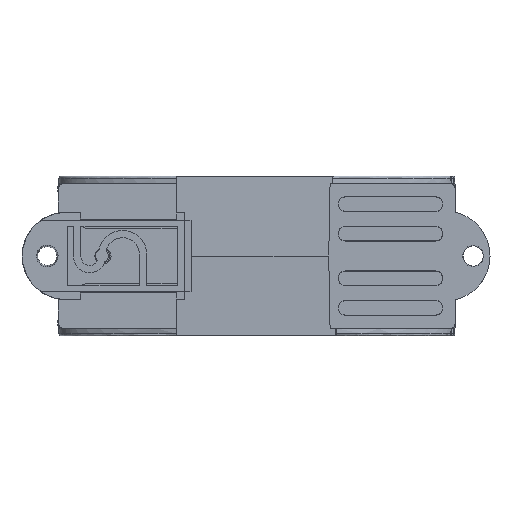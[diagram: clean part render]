
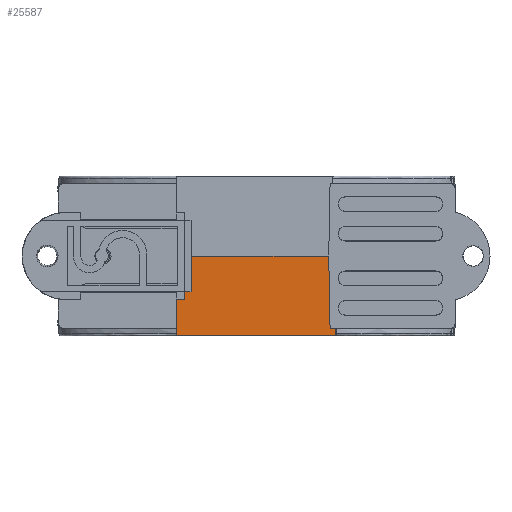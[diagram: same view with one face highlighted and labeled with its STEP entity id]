
A CAD part, front view. The second image highlights one B-rep face of the part: STEP entity #25587.
In plain terms, the highlighted planar face has unit normal (0, -1, -0.018).
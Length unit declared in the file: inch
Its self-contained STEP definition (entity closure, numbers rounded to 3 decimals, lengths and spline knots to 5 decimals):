
#117 = VECTOR ( 'NONE', #32825, 39.37008 ) ;
#1300 = CARTESIAN_POINT ( 'NONE',  ( -0.62174, 0.16858, 0. ) ) ;
#3209 = DIRECTION ( 'NONE',  ( 0.017, -0.017, 1. ) ) ;
#3591 = EDGE_CURVE ( 'NONE', #24111, #29122, #17882, .T. ) ;
#3815 = CARTESIAN_POINT ( 'NONE',  ( -2.04064, 0.1811, -0.7173 ) ) ;
#3819 = LINE ( 'NONE', #10496, #117 ) ;
#4292 = CARTESIAN_POINT ( 'NONE',  ( -2.03495, 0.17541, -0.39132 ) ) ;
#4970 = LINE ( 'NONE', #33142, #36934 ) ;
#5138 = FACE_OUTER_BOUND ( 'NONE', #41107, .T. ) ;
#5334 = VECTOR ( 'NONE', #24152, 39.37008 ) ;
#5544 = CARTESIAN_POINT ( 'NONE',  ( -2.03247, 0.17293, -0.24921 ) ) ;
#5690 = EDGE_CURVE ( 'NONE', #21972, #25831, #30528, .T. ) ;
#6593 = VECTOR ( 'NONE', #25648, 39.37008 ) ;
#6979 = CARTESIAN_POINT ( 'NONE',  ( -0.60986, 0.1811, -0.7173 ) ) ;
#7533 = VERTEX_POINT ( 'NONE', #20956 ) ;
#8402 = DIRECTION ( 'NONE',  ( 0.017, 0.017, -1. ) ) ;
#8683 = DIRECTION ( 'NONE',  ( 0.017, -0.017, 1. ) ) ;
#9418 = ORIENTED_EDGE ( 'NONE', *, *, #13715, .T. ) ;
#9720 = VECTOR ( 'NONE', #8683, 39.37008 ) ;
#9960 = VECTOR ( 'NONE', #3209, 39.37008 ) ;
#10496 = CARTESIAN_POINT ( 'NONE',  ( -2.03495, 0.17541, -0.39144 ) ) ;
#11066 = CARTESIAN_POINT ( 'NONE',  ( -0.62174, 0.16858, 0. ) ) ;
#11340 = DIRECTION ( 'NONE',  ( 0., -0.017, 1. ) ) ;
#11621 = EDGE_CURVE ( 'NONE', #24470, #24111, #3819, .T. ) ;
#12810 = LINE ( 'NONE', #3815, #9960 ) ;
#12921 = CARTESIAN_POINT ( 'NONE',  ( -2.04064, 0.16858, 0. ) ) ;
#13715 = EDGE_CURVE ( 'NONE', #21972, #7533, #21706, .T. ) ;
#14482 = EDGE_CURVE ( 'NONE', #36884, #7533, #32273, .T. ) ;
#17236 = DIRECTION ( 'NONE',  ( 0., -0.017, 1. ) ) ;
#17693 = DIRECTION ( 'NONE',  ( -1., 0., 0. ) ) ;
#17866 = PLANE ( 'NONE',  #23125 ) ;
#17882 = LINE ( 'NONE', #27272, #5334 ) ;
#17971 = ORIENTED_EDGE ( 'NONE', *, *, #11621, .F. ) ;
#18539 = ORIENTED_EDGE ( 'NONE', *, *, #5690, .F. ) ;
#19286 = VECTOR ( 'NONE', #11340, 39.37008 ) ;
#19968 = EDGE_CURVE ( 'NONE', #23688, #24470, #12810, .T. ) ;
#20176 = VECTOR ( 'NONE', #8402, 39.37008 ) ;
#20572 = ORIENTED_EDGE ( 'NONE', *, *, #3591, .F. ) ;
#20956 = CARTESIAN_POINT ( 'NONE',  ( -2.02828, 0.16858, 0. ) ) ;
#21503 = CARTESIAN_POINT ( 'NONE',  ( -2.02828, 0.16874, -0.00945 ) ) ;
#21706 = LINE ( 'NONE', #12921, #6593 ) ;
#21972 = VERTEX_POINT ( 'NONE', #11066 ) ;
#22148 = ORIENTED_EDGE ( 'NONE', *, *, #14482, .F. ) ;
#23125 = AXIS2_PLACEMENT_3D ( 'NONE', #30603, #33100, #17236 ) ;
#23278 = ORIENTED_EDGE ( 'NONE', *, *, #19968, .F. ) ;
#23289 = CARTESIAN_POINT ( 'NONE',  ( -2.02828, 0.1811, -0.7173 ) ) ;
#23496 = LINE ( 'NONE', #5544, #9720 ) ;
#23688 = VERTEX_POINT ( 'NONE', #27301 ) ;
#24081 = CARTESIAN_POINT ( 'NONE',  ( -2.03495, 0.17541, -0.39144 ) ) ;
#24111 = VERTEX_POINT ( 'NONE', #4292 ) ;
#24152 = DIRECTION ( 'NONE',  ( 0.017, -0.017, 1. ) ) ;
#24269 = EDGE_CURVE ( 'NONE', #29122, #36884, #23496, .T. ) ;
#24470 = VERTEX_POINT ( 'NONE', #24081 ) ;
#25587 = ADVANCED_FACE ( 'NONE', ( #5138 ), #17866, .F. ) ;
#25648 = DIRECTION ( 'NONE',  ( -1., 0., 0. ) ) ;
#25831 = VERTEX_POINT ( 'NONE', #6979 ) ;
#27146 = CARTESIAN_POINT ( 'NONE',  ( -2.03247, 0.17293, -0.24921 ) ) ;
#27272 = CARTESIAN_POINT ( 'NONE',  ( -2.03495, 0.17541, -0.39132 ) ) ;
#27301 = CARTESIAN_POINT ( 'NONE',  ( -2.04064, 0.1811, -0.7173 ) ) ;
#28592 = ORIENTED_EDGE ( 'NONE', *, *, #24269, .F. ) ;
#29122 = VERTEX_POINT ( 'NONE', #27146 ) ;
#30528 = LINE ( 'NONE', #1300, #20176 ) ;
#30603 = CARTESIAN_POINT ( 'NONE',  ( -2.04064, 0.1811, -0.7173 ) ) ;
#32273 = LINE ( 'NONE', #23289, #19286 ) ;
#32825 = DIRECTION ( 'NONE',  ( 0., -0.017, 1. ) ) ;
#33100 = DIRECTION ( 'NONE',  ( 0., 1., 0.017 ) ) ;
#33142 = CARTESIAN_POINT ( 'NONE',  ( -2.04064, 0.1811, -0.7173 ) ) ;
#34144 = ORIENTED_EDGE ( 'NONE', *, *, #37158, .F. ) ;
#36884 = VERTEX_POINT ( 'NONE', #21503 ) ;
#36934 = VECTOR ( 'NONE', #17693, 39.37008 ) ;
#37158 = EDGE_CURVE ( 'NONE', #25831, #23688, #4970, .T. ) ;
#41107 = EDGE_LOOP ( 'NONE', ( #18539, #9418, #22148, #28592, #20572, #17971, #23278, #34144 ) ) ;
